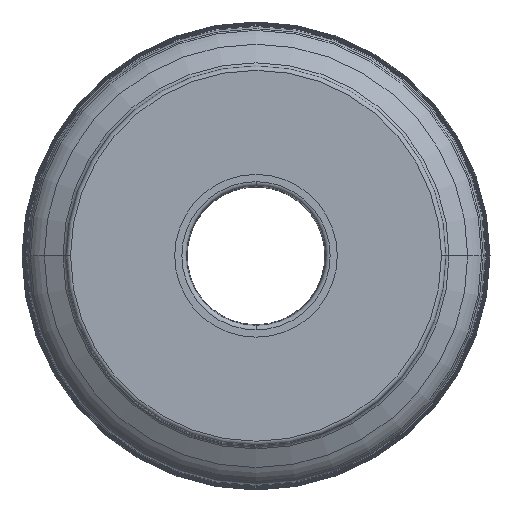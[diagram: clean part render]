
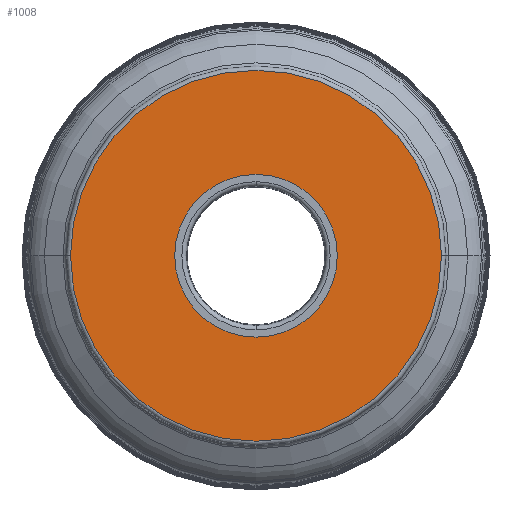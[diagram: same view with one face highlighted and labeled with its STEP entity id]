
A CAD part, top view. The second image highlights one B-rep face of the part: STEP entity #1008.
In plain terms, the highlighted planar face has unit normal (0, 0, 1).
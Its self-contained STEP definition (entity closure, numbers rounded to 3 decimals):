
#62=PLANE('',#10177);
#80=FACE_BOUND('',#2212,.T.);
#81=FACE_BOUND('',#2213,.T.);
#1008=ADVANCED_FACE('',(#80,#81),#62,.F.);
#2212=EDGE_LOOP('',(#4236,#4237,#4238,#4239));
#2213=EDGE_LOOP('',(#4240,#4241));
#4236=ORIENTED_EDGE('',*,*,#5995,.F.);
#4237=ORIENTED_EDGE('',*,*,#5996,.F.);
#4238=ORIENTED_EDGE('',*,*,#5997,.T.);
#4239=ORIENTED_EDGE('',*,*,#5998,.T.);
#4240=ORIENTED_EDGE('',*,*,#5992,.T.);
#4241=ORIENTED_EDGE('',*,*,#5994,.T.);
#4936=VERTEX_POINT('',#17977);
#4937=VERTEX_POINT('',#17979);
#4938=VERTEX_POINT('',#17985);
#4939=VERTEX_POINT('',#17986);
#4940=VERTEX_POINT('',#17988);
#4941=VERTEX_POINT('',#17990);
#5992=EDGE_CURVE('',#4937,#4936,#7159,.T.);
#5994=EDGE_CURVE('',#4936,#4937,#7160,.T.);
#5995=EDGE_CURVE('',#4938,#4939,#7161,.T.);
#5996=EDGE_CURVE('',#4940,#4938,#7162,.T.);
#5997=EDGE_CURVE('',#4940,#4941,#7163,.T.);
#5998=EDGE_CURVE('',#4941,#4939,#7164,.T.);
#7159=CIRCLE('',#10169,37.5);
#7160=CIRCLE('',#10171,37.5);
#7161=CIRCLE('',#10173,85.5);
#7162=CIRCLE('',#10174,85.5);
#7163=CIRCLE('',#10175,85.5);
#7164=CIRCLE('',#10176,85.5);
#10169=AXIS2_PLACEMENT_3D('',#17978,#13054,#13055);
#10171=AXIS2_PLACEMENT_3D('',#17982,#13059,#13060);
#10173=AXIS2_PLACEMENT_3D('',#17984,#13063,#13064);
#10174=AXIS2_PLACEMENT_3D('',#17987,#13065,#13066);
#10175=AXIS2_PLACEMENT_3D('',#17989,#13067,#13068);
#10176=AXIS2_PLACEMENT_3D('',#17991,#13069,#13070);
#10177=AXIS2_PLACEMENT_3D('',#17992,#13071,#13072);
#13054=DIRECTION('',(0.,0.,-1.));
#13055=DIRECTION('',(0.,1.,0.));
#13059=DIRECTION('',(0.,0.,-1.));
#13060=DIRECTION('',(0.,-1.,0.));
#13063=DIRECTION('',(0.,0.,-1.));
#13064=DIRECTION('',(-1.,0.,0.));
#13065=DIRECTION('',(0.,0.,-1.));
#13066=DIRECTION('',(1.,0.,0.));
#13067=DIRECTION('',(0.,0.,1.));
#13068=DIRECTION('',(1.,0.,0.));
#13069=DIRECTION('',(0.,0.,1.));
#13070=DIRECTION('',(-1.,0.,0.));
#13071=DIRECTION('',(0.,0.,-1.));
#13072=DIRECTION('',(1.,0.,0.));
#17977=CARTESIAN_POINT('',(0.,-37.5,0.));
#17978=CARTESIAN_POINT('',(0.,0.,0.));
#17979=CARTESIAN_POINT('',(0.,37.5,0.));
#17982=CARTESIAN_POINT('',(0.,0.,0.));
#17984=CARTESIAN_POINT('',(0.,0.,0.));
#17985=CARTESIAN_POINT('',(85.5,0.,0.));
#17986=CARTESIAN_POINT('',(-85.5,-0.016,0.));
#17987=CARTESIAN_POINT('',(0.,0.,0.));
#17988=CARTESIAN_POINT('',(85.5,0.016,0.));
#17989=CARTESIAN_POINT('',(0.,0.,0.));
#17990=CARTESIAN_POINT('',(-85.5,0.,0.));
#17991=CARTESIAN_POINT('',(0.,0.,0.));
#17992=CARTESIAN_POINT('',(0.,0.,0.));
